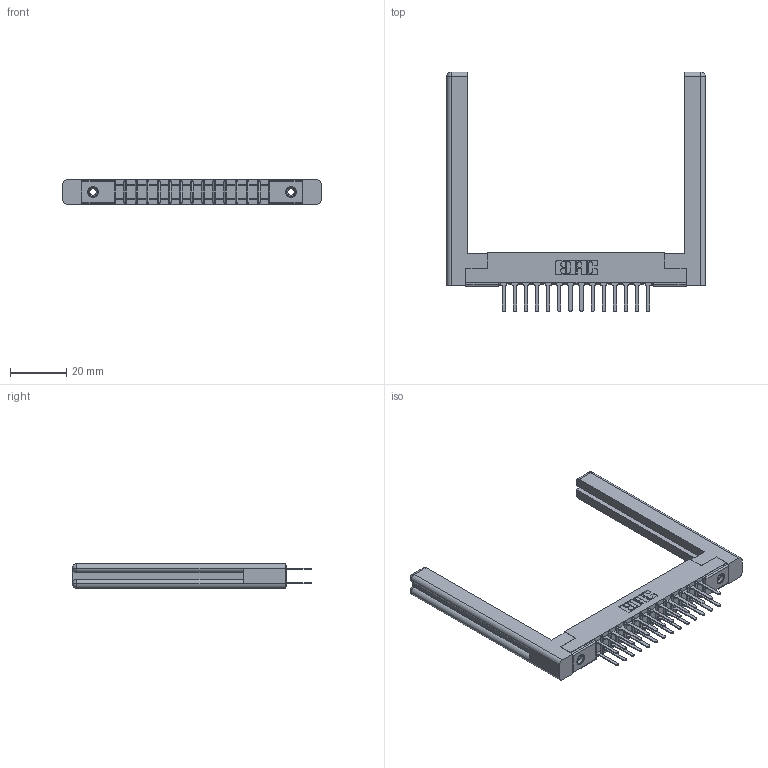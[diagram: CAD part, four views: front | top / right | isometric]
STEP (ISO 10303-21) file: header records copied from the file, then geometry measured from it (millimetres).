
FILE_DESCRIPTION (( 'STEP AP203' ), '1' );
FILE_NAME ('307-028-422-258.STEP', '2020-09-29T07:43:02', ( '' ), ( '' ), 'SwSTEP 2.0', 'SolidWorks 2020', '' );
FILE_SCHEMA (( 'CONFIG_CONTROL_DESIGN' ));
Length unit declared in the file: inch
Products named in the file (5): 307-290-001_522; 307-028-422-258; 307 Part_.156 Dia Mounting Holes; 307-220-058; 345-250-001_345-250-001-102
Assembly tree (33 placements, depth 2):
  307-028-422-258
    307 Part_.156 Dia Mounting Holes
    307-290-001_522  x28
    307-220-058  x2
    345-250-001_345-250-001-102  x2
Bounding box: 92.1 x 85.42 x 8.71 mm (x, y, z)
Volume: 13772.2 mm3; surface area: 15736.5 mm2
Topology: 33 solids, 33 shells, 1563 faces, 4317 edges, 2786 vertices
Faces by surface type: plane 1022, cylinder 487, sphere 30, torus 12, cone 12
Entity records: 18503 total; most frequent: CARTESIAN_POINT 3053, ORIENTED_EDGE 2964, DIRECTION 2960, EDGE_CURVE 1482, VECTOR 1122, LINE 1122, VERTEX_POINT 958, AXIS2_PLACEMENT_3D 919
